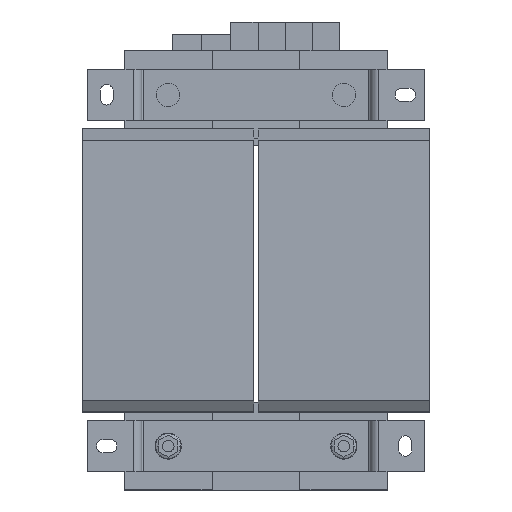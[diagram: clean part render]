
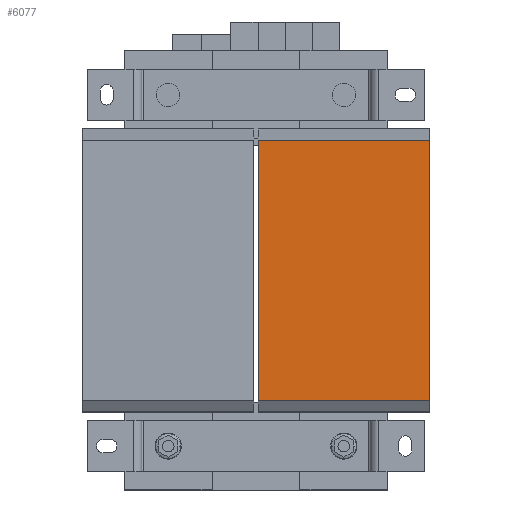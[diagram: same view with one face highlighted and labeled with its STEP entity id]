
A CAD part, front view. The second image highlights one B-rep face of the part: STEP entity #6077.
In plain terms, the highlighted planar face has unit normal (0, -1, 0).
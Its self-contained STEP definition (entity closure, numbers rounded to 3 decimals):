
#1052 = ORIENTED_EDGE ( 'NONE', *, *, #19223, .F. ) ;
#1258 = DIRECTION ( 'NONE',  ( 0., 1., 0. ) ) ;
#2692 = LINE ( 'NONE', #3372, #5513 ) ;
#2933 = CARTESIAN_POINT ( 'NONE',  ( 1.5, -66., -89. ) ) ;
#3372 = CARTESIAN_POINT ( 'NONE',  ( 1.5, -66., -89. ) ) ;
#4494 = ORIENTED_EDGE ( 'NONE', *, *, #5934, .T. ) ;
#5027 = DIRECTION ( 'NONE',  ( 0., 0., 1. ) ) ;
#5061 = VECTOR ( 'NONE', #9348, 1000. ) ;
#5236 = VERTEX_POINT ( 'NONE', #11297 ) ;
#5324 = VERTEX_POINT ( 'NONE', #14946 ) ;
#5513 = VECTOR ( 'NONE', #18283, 1000. ) ;
#5934 = EDGE_CURVE ( 'NONE', #12317, #5236, #20748, .T. ) ;
#6077 = ADVANCED_FACE ( 'NONE', ( #11415 ), #7738, .F. ) ;
#7284 = EDGE_LOOP ( 'NONE', ( #4494, #20820, #1052, #10772 ) ) ;
#7665 = DIRECTION ( 'NONE',  ( 1., 0., 0. ) ) ;
#7738 = PLANE ( 'NONE',  #18347 ) ;
#9348 = DIRECTION ( 'NONE',  ( 0., 0., 1. ) ) ;
#10772 = ORIENTED_EDGE ( 'NONE', *, *, #20800, .T. ) ;
#11297 = CARTESIAN_POINT ( 'NONE',  ( 118.5, -66., 89. ) ) ;
#11415 = FACE_OUTER_BOUND ( 'NONE', #7284, .T. ) ;
#12317 = VERTEX_POINT ( 'NONE', #13637 ) ;
#13113 = VECTOR ( 'NONE', #18748, 1000. ) ;
#13265 = CARTESIAN_POINT ( 'NONE',  ( 118.5, -66., -89. ) ) ;
#13578 = CARTESIAN_POINT ( 'NONE',  ( 1.5, -66., 89. ) ) ;
#13637 = CARTESIAN_POINT ( 'NONE',  ( 118.5, -66., -89. ) ) ;
#13642 = LINE ( 'NONE', #13578, #13113 ) ;
#14946 = CARTESIAN_POINT ( 'NONE',  ( 1.5, -66., 89. ) ) ;
#15527 = CARTESIAN_POINT ( 'NONE',  ( 1.5, -66., -89. ) ) ;
#16459 = LINE ( 'NONE', #19353, #5061 ) ;
#16628 = EDGE_CURVE ( 'NONE', #5324, #5236, #13642, .T. ) ;
#17389 = VECTOR ( 'NONE', #5027, 1000. ) ;
#18283 = DIRECTION ( 'NONE',  ( 1., 0., 0. ) ) ;
#18347 = AXIS2_PLACEMENT_3D ( 'NONE', #2933, #1258, #7665 ) ;
#18748 = DIRECTION ( 'NONE',  ( 1., 0., 0. ) ) ;
#19018 = VERTEX_POINT ( 'NONE', #15527 ) ;
#19223 = EDGE_CURVE ( 'NONE', #19018, #5324, #16459, .T. ) ;
#19353 = CARTESIAN_POINT ( 'NONE',  ( 1.5, -66., -89. ) ) ;
#20748 = LINE ( 'NONE', #13265, #17389 ) ;
#20800 = EDGE_CURVE ( 'NONE', #19018, #12317, #2692, .T. ) ;
#20820 = ORIENTED_EDGE ( 'NONE', *, *, #16628, .F. ) ;
